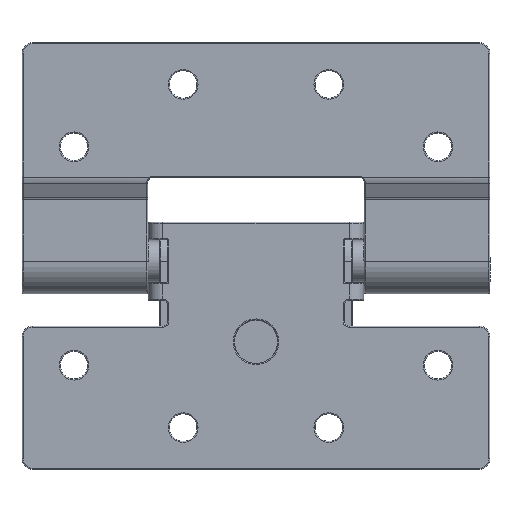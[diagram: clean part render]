
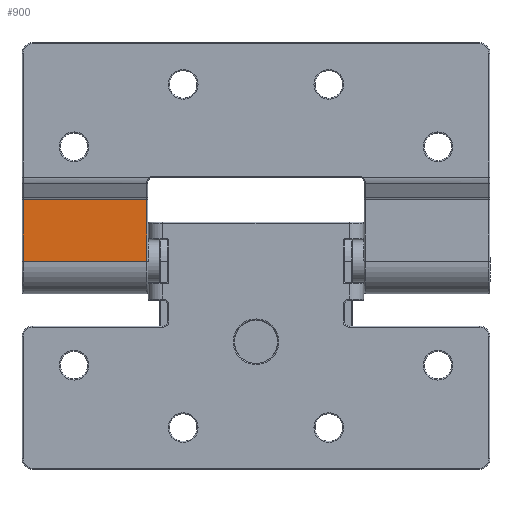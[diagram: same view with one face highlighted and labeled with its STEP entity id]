
A CAD part, front view. The second image highlights one B-rep face of the part: STEP entity #900.
In plain terms, the highlighted planar face has unit normal (0, -1, 0).
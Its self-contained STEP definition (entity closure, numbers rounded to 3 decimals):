
#51 = EDGE_CURVE ( 'NONE', #14788, #2777, #6188, .T. ) ;
#900 = ADVANCED_FACE ( 'NONE', ( #18545 ), #12568, .F. ) ;
#1373 = EDGE_LOOP ( 'NONE', ( #12163, #2703, #15712, #13669 ) ) ;
#1442 = CARTESIAN_POINT ( 'NONE',  ( 45., 1.75, 0. ) ) ;
#1469 = EDGE_CURVE ( 'NONE', #14788, #7187, #6429, .T. ) ;
#2469 = EDGE_CURVE ( 'NONE', #2777, #22918, #5497, .T. ) ;
#2703 = ORIENTED_EDGE ( 'NONE', *, *, #3564, .T. ) ;
#2777 = VERTEX_POINT ( 'NONE', #11100 ) ;
#3448 = DIRECTION ( 'NONE',  ( 0., 0., 1. ) ) ;
#3564 = EDGE_CURVE ( 'NONE', #22918, #7187, #15299, .T. ) ;
#4012 = CARTESIAN_POINT ( 'NONE',  ( -44.8, 1.75, 0. ) ) ;
#4698 = DIRECTION ( 'NONE',  ( 0., 0., 1. ) ) ;
#5380 = CARTESIAN_POINT ( 'NONE',  ( 45., 1.75, 0. ) ) ;
#5497 = LINE ( 'NONE', #18797, #11269 ) ;
#5511 = AXIS2_PLACEMENT_3D ( 'NONE', #1442, #16115, #3448 ) ;
#5672 = CARTESIAN_POINT ( 'NONE',  ( -44.8, 1.75, 11.82 ) ) ;
#5991 = DIRECTION ( 'NONE',  ( -1., 0., 0. ) ) ;
#6188 = LINE ( 'NONE', #17887, #7335 ) ;
#6429 = LINE ( 'NONE', #5380, #6990 ) ;
#6990 = VECTOR ( 'NONE', #18288, 1000. ) ;
#7187 = VERTEX_POINT ( 'NONE', #10204 ) ;
#7335 = VECTOR ( 'NONE', #4698, 1000. ) ;
#7665 = DIRECTION ( 'NONE',  ( 0., 0., -1. ) ) ;
#10204 = CARTESIAN_POINT ( 'NONE',  ( -44.8, 1.75, 0. ) ) ;
#11100 = CARTESIAN_POINT ( 'NONE',  ( -21., 1.75, 11.82 ) ) ;
#11269 = VECTOR ( 'NONE', #5991, 1000. ) ;
#12163 = ORIENTED_EDGE ( 'NONE', *, *, #2469, .T. ) ;
#12568 = PLANE ( 'NONE',  #5511 ) ;
#12748 = CARTESIAN_POINT ( 'NONE',  ( -21., 1.75, 0. ) ) ;
#13669 = ORIENTED_EDGE ( 'NONE', *, *, #51, .T. ) ;
#14788 = VERTEX_POINT ( 'NONE', #12748 ) ;
#15299 = LINE ( 'NONE', #4012, #21391 ) ;
#15712 = ORIENTED_EDGE ( 'NONE', *, *, #1469, .F. ) ;
#16115 = DIRECTION ( 'NONE',  ( 0., 1., 0. ) ) ;
#17887 = CARTESIAN_POINT ( 'NONE',  ( -21., 1.75, 0. ) ) ;
#18288 = DIRECTION ( 'NONE',  ( -1., 0., 0. ) ) ;
#18545 = FACE_OUTER_BOUND ( 'NONE', #1373, .T. ) ;
#18797 = CARTESIAN_POINT ( 'NONE',  ( 45., 1.75, 11.82 ) ) ;
#21391 = VECTOR ( 'NONE', #7665, 1000. ) ;
#22918 = VERTEX_POINT ( 'NONE', #5672 ) ;
